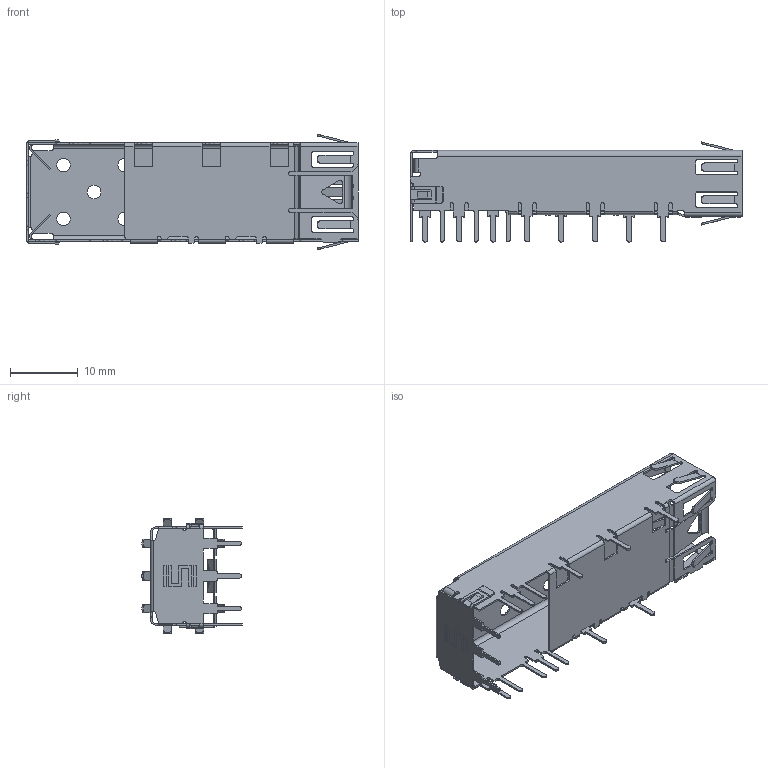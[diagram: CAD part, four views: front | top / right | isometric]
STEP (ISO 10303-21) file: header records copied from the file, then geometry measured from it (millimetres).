
FILE_DESCRIPTION (( 'STEP AP214' ), '1' );
FILE_NAME ('SFPC-SL.STEP', '2022-07-20T07:00:01', ( '' ), ( '' ), 'SwSTEP 2.0', 'SolidWorks 2017', '' );
FILE_SCHEMA (( 'AUTOMOTIVE_DESIGN' ));
Length unit declared in the file: millimetre
Products named in the file (2): SFPC-SL
Assembly tree (1 placements, depth 2):
  SFPC-SL
    SFPC-SL
Bounding box: 48.83 x 14.71 x 17.01 mm (x, y, z)
Volume: 520 mm3; surface area: 4396.3 mm2
Topology: 1 solids, 1 shells, 791 faces, 2349 edges, 1558 vertices
Faces by surface type: plane 417, cylinder 374
Entity records: 26862 total; most frequent: CARTESIAN_POINT 4702, ORIENTED_EDGE 4698, DIRECTION 4687, EDGE_CURVE 2349, VECTOR 1601, LINE 1601, VERTEX_POINT 1558, AXIS2_PLACEMENT_3D 1543
